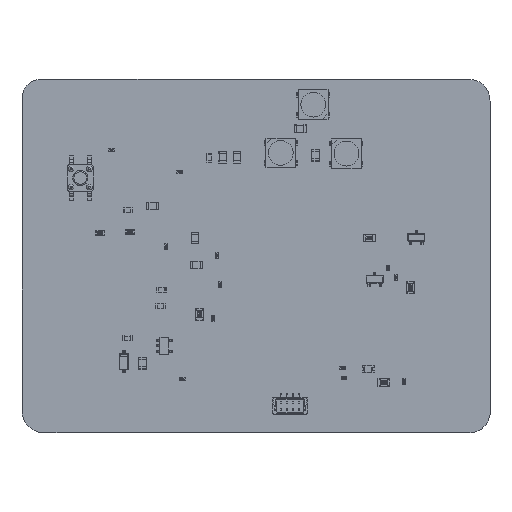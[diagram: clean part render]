
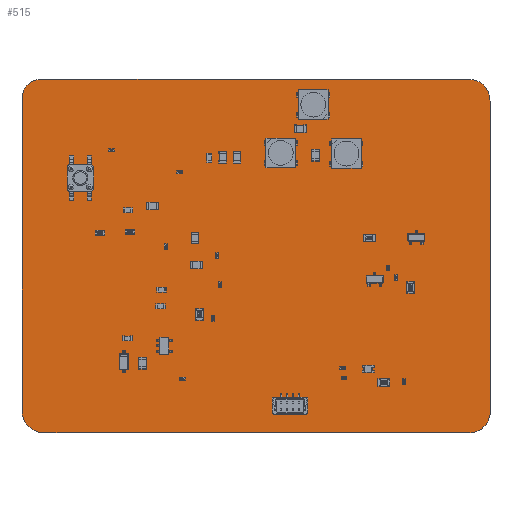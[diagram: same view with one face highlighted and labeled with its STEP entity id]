
A CAD part, top view. The second image highlights one B-rep face of the part: STEP entity #515.
In plain terms, the highlighted planar face has unit normal (0, 0, 1).
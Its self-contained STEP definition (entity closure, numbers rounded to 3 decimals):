
#216 = VERTEX_POINT('',#217);
#217 = CARTESIAN_POINT('',(28.077,29.541,0.411));
#223 = EDGE_CURVE('',#216,#224,#226,.T.);
#224 = VERTEX_POINT('',#225);
#225 = CARTESIAN_POINT('',(31.623,26.162,0.411));
#226 = CIRCLE('',#227,3.684);
#227 = AXIS2_PLACEMENT_3D('',#228,#229,#230);
#228 = CARTESIAN_POINT('',(31.749,29.844,0.411));
#229 = DIRECTION('',(0.,0.,1.));
#230 = DIRECTION('',(-0.997,-0.082,0.));
#256 = EDGE_CURVE('',#224,#257,#259,.T.);
#257 = VERTEX_POINT('',#258);
#258 = CARTESIAN_POINT('',(103.626,26.162,0.411));
#259 = LINE('',#260,#261);
#260 = CARTESIAN_POINT('',(31.623,26.162,0.411));
#261 = VECTOR('',#262,1.);
#262 = DIRECTION('',(1.,0.,0.));
#287 = EDGE_CURVE('',#257,#288,#290,.T.);
#288 = VERTEX_POINT('',#289);
#289 = CARTESIAN_POINT('',(107.442,29.337,0.411));
#290 = CIRCLE('',#291,3.506);
#291 = AXIS2_PLACEMENT_3D('',#292,#293,#294);
#292 = CARTESIAN_POINT('',(103.95,29.653,0.411));
#293 = DIRECTION('',(0.,0.,1.));
#294 = DIRECTION('',(-0.092,-0.996,0.));
#320 = EDGE_CURVE('',#288,#321,#323,.T.);
#321 = VERTEX_POINT('',#322);
#322 = CARTESIAN_POINT('',(107.442,82.421,0.411));
#323 = LINE('',#324,#325);
#324 = CARTESIAN_POINT('',(107.442,29.337,0.411));
#325 = VECTOR('',#326,1.);
#326 = DIRECTION('',(0.,1.,0.));
#351 = EDGE_CURVE('',#321,#352,#354,.T.);
#352 = VERTEX_POINT('',#353);
#353 = CARTESIAN_POINT('',(104.012,86.106,0.411));
#354 = CIRCLE('',#355,3.556);
#355 = AXIS2_PLACEMENT_3D('',#356,#357,#358);
#356 = CARTESIAN_POINT('',(103.888,82.552,0.411));
#357 = DIRECTION('',(0.,0.,1.));
#358 = DIRECTION('',(0.999,-0.037,0.));
#384 = EDGE_CURVE('',#352,#385,#387,.T.);
#385 = VERTEX_POINT('',#386);
#386 = CARTESIAN_POINT('',(31.758,86.106,0.411));
#387 = LINE('',#388,#389);
#388 = CARTESIAN_POINT('',(104.012,86.106,0.411));
#389 = VECTOR('',#390,1.);
#390 = DIRECTION('',(-1.,0.,0.));
#415 = EDGE_CURVE('',#385,#416,#418,.T.);
#416 = VERTEX_POINT('',#417);
#417 = CARTESIAN_POINT('',(28.067,83.185,0.411));
#418 = CIRCLE('',#419,3.323);
#419 = AXIS2_PLACEMENT_3D('',#420,#421,#422);
#420 = CARTESIAN_POINT('',(31.368,82.806,0.411));
#421 = DIRECTION('',(0.,0.,1.));
#422 = DIRECTION('',(0.117,0.993,-0.));
#448 = EDGE_CURVE('',#416,#449,#451,.T.);
#449 = VERTEX_POINT('',#450);
#450 = CARTESIAN_POINT('',(28.067,29.973,0.411));
#451 = LINE('',#452,#453);
#452 = CARTESIAN_POINT('',(28.067,83.185,0.411));
#453 = VECTOR('',#454,1.);
#454 = DIRECTION('',(0.,-1.,0.));
#479 = EDGE_CURVE('',#449,#216,#480,.T.);
#480 = CIRCLE('',#481,3.268);
#481 = AXIS2_PLACEMENT_3D('',#482,#483,#484);
#482 = CARTESIAN_POINT('',(31.332,29.832,0.411));
#483 = DIRECTION('',(0.,0.,1.));
#484 = DIRECTION('',(-0.999,0.043,0.));
#515 = ADVANCED_FACE('',(#516),#527,.T.);
#516 = FACE_BOUND('',#517,.T.);
#517 = EDGE_LOOP('',(#518,#519,#520,#521,#522,#523,#524,#525,#526));
#518 = ORIENTED_EDGE('',*,*,#223,.T.);
#519 = ORIENTED_EDGE('',*,*,#256,.T.);
#520 = ORIENTED_EDGE('',*,*,#287,.T.);
#521 = ORIENTED_EDGE('',*,*,#320,.T.);
#522 = ORIENTED_EDGE('',*,*,#351,.T.);
#523 = ORIENTED_EDGE('',*,*,#384,.T.);
#524 = ORIENTED_EDGE('',*,*,#415,.T.);
#525 = ORIENTED_EDGE('',*,*,#448,.T.);
#526 = ORIENTED_EDGE('',*,*,#479,.T.);
#527 = PLANE('',#528);
#528 = AXIS2_PLACEMENT_3D('',#529,#530,#531);
#529 = CARTESIAN_POINT('',(67.746,56.15,0.411));
#530 = DIRECTION('',(0.,0.,1.));
#531 = DIRECTION('',(1.,0.,-0.));
